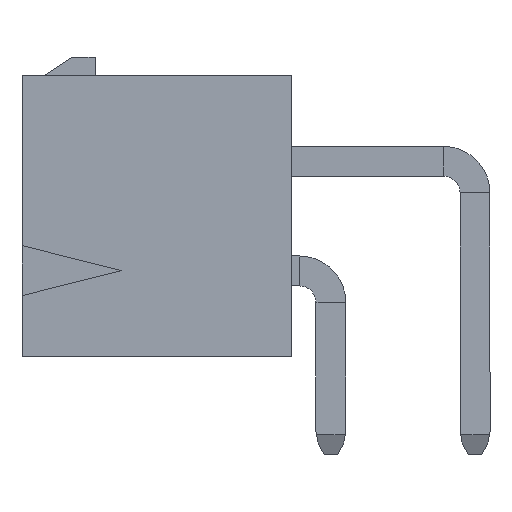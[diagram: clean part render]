
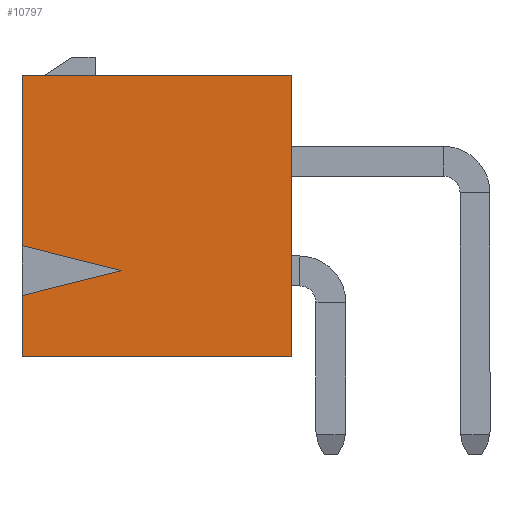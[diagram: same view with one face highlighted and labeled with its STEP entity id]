
A CAD part, left-side view. The second image highlights one B-rep face of the part: STEP entity #10797.
In plain terms, the highlighted planar face has unit normal (-1, 0, 0).
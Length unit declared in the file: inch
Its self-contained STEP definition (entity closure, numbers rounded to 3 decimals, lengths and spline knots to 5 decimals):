
#309 = ORIENTED_EDGE ( 'NONE', *, *, #9467, .F. ) ;
#901 = ORIENTED_EDGE ( 'NONE', *, *, #10533, .T. ) ;
#1497 = ORIENTED_EDGE ( 'NONE', *, *, #9390, .T. ) ;
#2087 = ORIENTED_EDGE ( 'NONE', *, *, #10131, .F. ) ;
#2245 = CARTESIAN_POINT ( 'NONE',  ( -0.48875, -0.215, -0.212 ) ) ;
#2386 = LINE ( 'NONE', #2387, #2388 ) ;
#2387 = CARTESIAN_POINT ( 'NONE',  ( -0.48875, -0.215, -0.212 ) ) ;
#2388 = VECTOR ( 'NONE', #2389, 39.37008 ) ;
#2389 = DIRECTION ( 'NONE',  ( 0., 0., 1. ) ) ;
#2429 = CARTESIAN_POINT ( 'NONE',  ( -0.48875, 0.19, 0.212 ) ) ;
#2535 = LINE ( 'NONE', #2536, #2537 ) ;
#2536 = CARTESIAN_POINT ( 'NONE',  ( -0.48875, 0.19, -0.212 ) ) ;
#2537 = VECTOR ( 'NONE', #2538, 39.37008 ) ;
#2538 = DIRECTION ( 'NONE',  ( 0., 0., 1. ) ) ;
#3053 = CARTESIAN_POINT ( 'NONE',  ( -0.48875, -0.215, 0.212 ) ) ;
#3132 = CARTESIAN_POINT ( 'NONE',  ( -0.48875, 0.19, -0.0445 ) ) ;
#3370 = VERTEX_POINT ( 'NONE', #13242 ) ;
#3916 = LINE ( 'NONE', #3919, #3920 ) ;
#3919 = CARTESIAN_POINT ( 'NONE',  ( -0.48875, -0.6904, -0.212 ) ) ;
#3920 = VECTOR ( 'NONE', #3921, 39.37008 ) ;
#3921 = DIRECTION ( 'NONE',  ( 0., 1., 0. ) ) ;
#4613 = CARTESIAN_POINT ( 'NONE',  ( -0.48875, 0.04, -0.082 ) ) ;
#4748 = LINE ( 'NONE', #4749, #4750 ) ;
#4749 = CARTESIAN_POINT ( 'NONE',  ( -0.48875, 0.04, -0.082 ) ) ;
#4750 = VECTOR ( 'NONE', #4751, 39.37008 ) ;
#4751 = DIRECTION ( 'NONE',  ( 0., -0.97, 0.243 ) ) ;
#4894 = LINE ( 'NONE', #4895, #4896 ) ;
#4895 = CARTESIAN_POINT ( 'NONE',  ( -0.48875, -0.6904, 0.212 ) ) ;
#4896 = VECTOR ( 'NONE', #4897, 39.37008 ) ;
#4897 = DIRECTION ( 'NONE',  ( 0., 1., 0. ) ) ;
#5124 = LINE ( 'NONE', #5125, #5126 ) ;
#5125 = CARTESIAN_POINT ( 'NONE',  ( -0.48875, 0.19, -0.212 ) ) ;
#5126 = VECTOR ( 'NONE', #5127, 39.37008 ) ;
#5127 = DIRECTION ( 'NONE',  ( 0., 0., 1. ) ) ;
#5398 = FACE_OUTER_BOUND ( 'NONE', #10732, .T. ) ;
#5399 = PLANE ( 'NONE',  #5400 ) ;
#5400 = AXIS2_PLACEMENT_3D ( 'NONE', #5401, #5402, #5408 ) ;
#5401 = CARTESIAN_POINT ( 'NONE',  ( -0.48875, -0.6904, -0.212 ) ) ;
#5402 = DIRECTION ( 'NONE',  ( -1., 0., 0. ) ) ;
#5408 = DIRECTION ( 'NONE',  ( 0., 0., 1. ) ) ;
#5590 = CARTESIAN_POINT ( 'NONE',  ( -0.48875, 0.19, -0.212 ) ) ;
#7991 = LINE ( 'NONE', #7992, #7993 ) ;
#7992 = CARTESIAN_POINT ( 'NONE',  ( -0.48875, 0.19, -0.0445 ) ) ;
#7993 = VECTOR ( 'NONE', #7994, 39.37008 ) ;
#7994 = DIRECTION ( 'NONE',  ( 0., 0.97, 0.243 ) ) ;
#9322 = VERTEX_POINT ( 'NONE', #2245 ) ;
#9390 = EDGE_CURVE ( 'NONE', #9322, #9693, #2386, .T. ) ;
#9412 = VERTEX_POINT ( 'NONE', #2429 ) ;
#9467 = EDGE_CURVE ( 'NONE', #9724, #9412, #2535, .T. ) ;
#9693 = VERTEX_POINT ( 'NONE', #3053 ) ;
#9724 = VERTEX_POINT ( 'NONE', #3132 ) ;
#10131 = EDGE_CURVE ( 'NONE', #9322, #10899, #3916, .T. ) ;
#10312 = ORIENTED_EDGE ( 'NONE', *, *, #10652, .F. ) ;
#10412 = VERTEX_POINT ( 'NONE', #4613 ) ;
#10478 = EDGE_CURVE ( 'NONE', #3370, #10412, #4748, .T. ) ;
#10533 = EDGE_CURVE ( 'NONE', #9693, #9412, #4894, .T. ) ;
#10581 = ORIENTED_EDGE ( 'NONE', *, *, #10478, .F. ) ;
#10652 = EDGE_CURVE ( 'NONE', #10899, #3370, #5124, .T. ) ;
#10732 = EDGE_LOOP ( 'NONE', ( #10581, #10312, #2087, #1497, #901, #309, #14167 ) ) ;
#10797 = ADVANCED_FACE ( 'NONE', ( #5398 ), #5399, .T. ) ;
#10899 = VERTEX_POINT ( 'NONE', #5590 ) ;
#13242 = CARTESIAN_POINT ( 'NONE',  ( -0.48875, 0.19, -0.1195 ) ) ;
#13743 = EDGE_CURVE ( 'NONE', #10412, #9724, #7991, .T. ) ;
#14167 = ORIENTED_EDGE ( 'NONE', *, *, #13743, .F. ) ;
